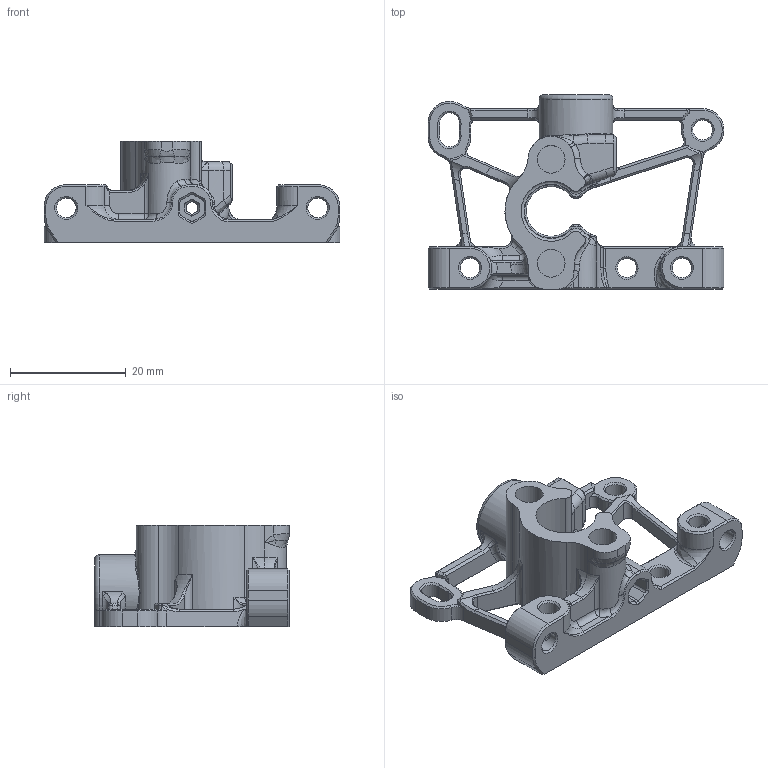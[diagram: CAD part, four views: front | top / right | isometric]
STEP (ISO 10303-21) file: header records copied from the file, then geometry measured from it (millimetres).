
FILE_DESCRIPTION(/* description */ (''),/* implementation_level */ '2;1');
FILE_NAME(/* name */ 'housing_core_ECAS.step',/* time_stamp */ '2021-05-14T01:18:56+02:00',/* author */ (''),/* organization */ (''),/* preprocessor_version */ 'ST-DEVELOPER v18.1',/* originating_system */ 'Autodesk Translation Framework v10.6.0.1341',/* authorisation */ '');
FILE_SCHEMA (('AUTOMOTIVE_DESIGN { 1 0 10303 214 3 1 1 }'));
Length unit declared in the file: millimetre
Products named in the file (1): housing_core^housing_sherpa_mini_a3_r9c
Bounding box: 51.24 x 33.71 x 17.5 mm (x, y, z)
Volume: 6170.3 mm3; surface area: 6244.8 mm2
Topology: 1 solids, 3 shells, 720 faces, 1794 edges, 1037 vertices
Faces by surface type: bspline 218, cylinder 179, plane 168, cone 111, torus 40, sphere 4
Full cylindrical faces by diameter (mm): 3.3 x1, 3.4 x7, 4.8 x5, 8.4 x1
Entity records: 38893 total; most frequent: CARTESIAN_POINT 23182, ORIENTED_EDGE 3508, DIRECTION 2972, EDGE_CURVE 1754, AXIS2_PLACEMENT_3D 1132, VERTEX_POINT 1037, EDGE_LOOP 747, FACE_OUTER_BOUND 720
